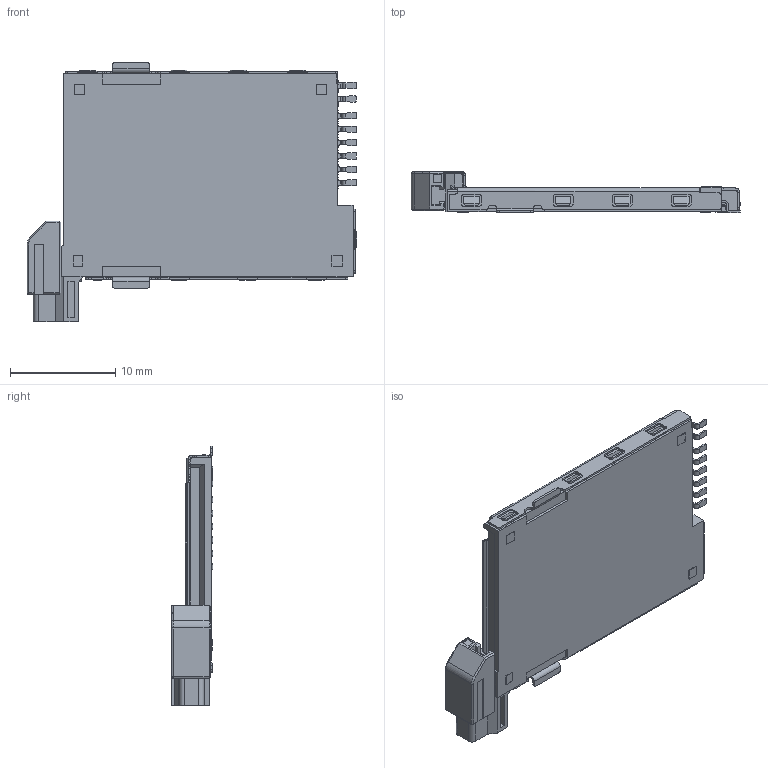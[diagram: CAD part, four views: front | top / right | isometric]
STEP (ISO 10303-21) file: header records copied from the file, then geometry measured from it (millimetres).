
FILE_DESCRIPTION (( 'STEP AP203' ), '1' );
FILE_NAME ('FMS006-2340-0-VE一体化モデル.STEP', '2018-07-27T08:14:13', ( 'admin' ), ( '' ), 'SwSTEP 2.0', 'SolidWorks 2014', '' );
FILE_SCHEMA (( 'CONFIG_CONTROL_DESIGN' ));
Length unit declared in the file: millimetre
Products named in the file (1): FMS006-2340-0-VE一体化モデル
Bounding box: 31.25 x 3.95 x 24.63 mm (x, y, z)
Volume: 1264.4 mm3; surface area: 1737.8 mm2
Topology: 1 solids, 1 shells, 988 faces, 2514 edges, 1555 vertices
Faces by surface type: plane 711, cylinder 205, cone 41, bspline 28, torus 2, sphere 1
Entity records: 29742 total; most frequent: CARTESIAN_POINT 5952, ORIENTED_EDGE 5012, DIRECTION 4760, EDGE_CURVE 2506, LINE 1976, VECTOR 1976, VERTEX_POINT 1555, AXIS2_PLACEMENT_3D 1392
